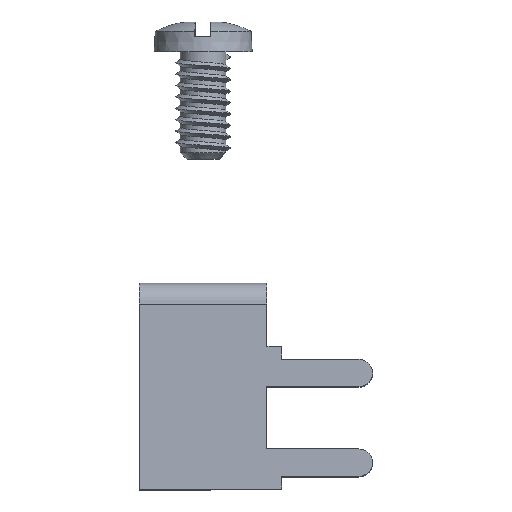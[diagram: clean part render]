
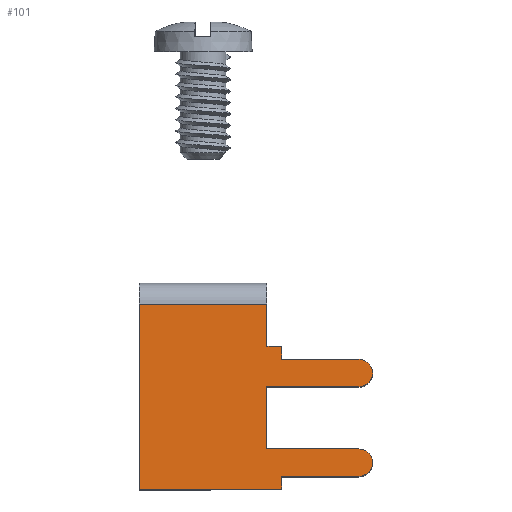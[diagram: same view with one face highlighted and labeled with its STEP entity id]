
A CAD part, left-side view. The second image highlights one B-rep face of the part: STEP entity #101.
In plain terms, the highlighted planar face has unit normal (-0.999, 0, 0.052).
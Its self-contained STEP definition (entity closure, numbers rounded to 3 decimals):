
#31 = VERTEX_POINT ( 'NONE', #1773 ) ;
#33 = EDGE_CURVE ( 'NONE', #38, #94, #1768, .T. ) ;
#35 = EDGE_CURVE ( 'NONE', #743, #31, #1763, .T. ) ;
#37 = ORIENTED_EDGE ( 'NONE', *, *, #33, .F. ) ;
#38 = VERTEX_POINT ( 'NONE', #1755 ) ;
#55 = ORIENTED_EDGE ( 'NONE', *, *, #118, .F. ) ;
#56 = ORIENTED_EDGE ( 'NONE', *, *, #603, .F. ) ;
#62 = ORIENTED_EDGE ( 'NONE', *, *, #66, .F. ) ;
#63 = VERTEX_POINT ( 'NONE', #1810 ) ;
#66 = EDGE_CURVE ( 'NONE', #70, #106, #1848, .T. ) ;
#69 = ORIENTED_EDGE ( 'NONE', *, *, #72, .F. ) ;
#70 = VERTEX_POINT ( 'NONE', #1844 ) ;
#72 = EDGE_CURVE ( 'NONE', #63, #70, #1841, .T. ) ;
#74 = EDGE_CURVE ( 'NONE', #82, #31, #1871, .T. ) ;
#82 = VERTEX_POINT ( 'NONE', #1856 ) ;
#87 = EDGE_LOOP ( 'NONE', ( #93, #92, #102, #98, #91, #96, #37, #112, #56, #55, #114, #62, #69, #89 ) ) ;
#89 = ORIENTED_EDGE ( 'NONE', *, *, #90, .F. ) ;
#90 = EDGE_CURVE ( 'NONE', #678, #63, #1905, .T. ) ;
#91 = ORIENTED_EDGE ( 'NONE', *, *, #74, .F. ) ;
#92 = ORIENTED_EDGE ( 'NONE', *, *, #99, .F. ) ;
#93 = ORIENTED_EDGE ( 'NONE', *, *, #644, .F. ) ;
#94 = VERTEX_POINT ( 'NONE', #1901 ) ;
#96 = ORIENTED_EDGE ( 'NONE', *, *, #97, .F. ) ;
#97 = EDGE_CURVE ( 'NONE', #94, #82, #1900, .T. ) ;
#98 = ORIENTED_EDGE ( 'NONE', *, *, #35, .T. ) ;
#99 = EDGE_CURVE ( 'NONE', #755, #683, #1895, .T. ) ;
#101 = ADVANCED_FACE ( 'NONE', ( #1891 ), #359, .T. ) ;
#102 = ORIENTED_EDGE ( 'NONE', *, *, #761, .T. ) ;
#106 = VERTEX_POINT ( 'NONE', #1933 ) ;
#111 = VERTEX_POINT ( 'NONE', #1964 ) ;
#112 = ORIENTED_EDGE ( 'NONE', *, *, #120, .F. ) ;
#114 = ORIENTED_EDGE ( 'NONE', *, *, #115, .F. ) ;
#115 = EDGE_CURVE ( 'NONE', #106, #111, #1940, .T. ) ;
#118 = EDGE_CURVE ( 'NONE', #111, #606, #1991, .T. ) ;
#120 = EDGE_CURVE ( 'NONE', #605, #38, #1987, .T. ) ;
#358 = AXIS2_PLACEMENT_3D ( 'NONE', #360, #363, #362 ) ;
#359 = PLANE ( 'NONE',  #358 ) ;
#360 = CARTESIAN_POINT ( 'NONE',  ( -2.088, 5.711, 4.048 ) ) ;
#362 = DIRECTION ( 'NONE',  ( 0.052, 0., 0.999 ) ) ;
#363 = DIRECTION ( 'NONE',  ( -0.999, 0., 0.052 ) ) ;
#603 = EDGE_CURVE ( 'NONE', #606, #605, #3754, .T. ) ;
#605 = VERTEX_POINT ( 'NONE', #3974 ) ;
#606 = VERTEX_POINT ( 'NONE', #3973 ) ;
#644 = EDGE_CURVE ( 'NONE', #683, #678, #4052, .T. ) ;
#678 = VERTEX_POINT ( 'NONE', #4181 ) ;
#683 = VERTEX_POINT ( 'NONE', #4166 ) ;
#743 = VERTEX_POINT ( 'NONE', #4367 ) ;
#755 = VERTEX_POINT ( 'NONE', #4404 ) ;
#761 = EDGE_CURVE ( 'NONE', #755, #743, #4387, .T. ) ;
#1755 = CARTESIAN_POINT ( 'NONE',  ( -2.511, -6.532, -4.033 ) ) ;
#1760 = DIRECTION ( 'NONE',  ( 0., -1., 0. ) ) ;
#1761 = VECTOR ( 'NONE', #1760, 1000. ) ;
#1762 = CARTESIAN_POINT ( 'NONE',  ( -2.629, 5.711, -6.278 ) ) ;
#1763 = LINE ( 'NONE', #1762, #1761 ) ;
#1764 = DIRECTION ( 'NONE',  ( -0.052, 0., -0.999 ) ) ;
#1765 = DIRECTION ( 'NONE',  ( 0.999, 0., -0.052 ) ) ;
#1766 = CARTESIAN_POINT ( 'NONE',  ( -2.551, -6.532, -4.794 ) ) ;
#1767 = AXIS2_PLACEMENT_3D ( 'NONE', #1766, #1765, #1764 ) ;
#1768 = CIRCLE ( 'NONE', #1767, 0.762 ) ;
#1773 = CARTESIAN_POINT ( 'NONE',  ( -2.629, -2.214, -6.278 ) ) ;
#1810 = CARTESIAN_POINT ( 'NONE',  ( -2.212, -2.214, 1.686 ) ) ;
#1838 = DIRECTION ( 'NONE',  ( -0.052, 0., -0.999 ) ) ;
#1839 = VECTOR ( 'NONE', #1838, 1000. ) ;
#1840 = CARTESIAN_POINT ( 'NONE',  ( -2.212, -2.214, 1.686 ) ) ;
#1841 = LINE ( 'NONE', #1840, #1839 ) ;
#1844 = CARTESIAN_POINT ( 'NONE',  ( -2.249, -2.214, 0.964 ) ) ;
#1845 = DIRECTION ( 'NONE',  ( 0., -1., 0. ) ) ;
#1846 = VECTOR ( 'NONE', #1845, 1000. ) ;
#1847 = CARTESIAN_POINT ( 'NONE',  ( -2.249, -2.214, 0.964 ) ) ;
#1848 = LINE ( 'NONE', #1847, #1846 ) ;
#1856 = CARTESIAN_POINT ( 'NONE',  ( -2.591, -2.214, -5.555 ) ) ;
#1868 = DIRECTION ( 'NONE',  ( -0.052, 0., -0.999 ) ) ;
#1869 = VECTOR ( 'NONE', #1868, 1000. ) ;
#1870 = CARTESIAN_POINT ( 'NONE',  ( -2.629, -2.214, -6.278 ) ) ;
#1871 = LINE ( 'NONE', #1870, #1869 ) ;
#1891 = FACE_OUTER_BOUND ( 'NONE', #87, .T. ) ;
#1892 = DIRECTION ( 'NONE',  ( 0., -1., 0. ) ) ;
#1893 = VECTOR ( 'NONE', #1892, 1000. ) ;
#1894 = CARTESIAN_POINT ( 'NONE',  ( -2.088, 5.711, 4.048 ) ) ;
#1895 = LINE ( 'NONE', #1894, #1893 ) ;
#1897 = DIRECTION ( 'NONE',  ( 0., 1., 0. ) ) ;
#1898 = VECTOR ( 'NONE', #1897, 1000. ) ;
#1899 = CARTESIAN_POINT ( 'NONE',  ( -2.591, -2.214, -5.555 ) ) ;
#1900 = LINE ( 'NONE', #1899, #1898 ) ;
#1901 = CARTESIAN_POINT ( 'NONE',  ( -2.591, -6.532, -5.555 ) ) ;
#1902 = DIRECTION ( 'NONE',  ( 0., -1., 0. ) ) ;
#1903 = VECTOR ( 'NONE', #1902, 1000. ) ;
#1904 = CARTESIAN_POINT ( 'NONE',  ( -2.212, -1.401, 1.686 ) ) ;
#1905 = LINE ( 'NONE', #1904, #1903 ) ;
#1933 = CARTESIAN_POINT ( 'NONE',  ( -2.249, -6.532, 0.964 ) ) ;
#1940 = CIRCLE ( 'NONE', #1994, 0.762 ) ;
#1941 = CARTESIAN_POINT ( 'NONE',  ( -2.289, -6.532, 0.203 ) ) ;
#1964 = CARTESIAN_POINT ( 'NONE',  ( -2.329, -6.532, -0.558 ) ) ;
#1984 = DIRECTION ( 'NONE',  ( 0., -1., 0. ) ) ;
#1985 = VECTOR ( 'NONE', #1984, 1000. ) ;
#1986 = CARTESIAN_POINT ( 'NONE',  ( -2.511, -6.532, -4.033 ) ) ;
#1987 = LINE ( 'NONE', #1986, #1985 ) ;
#1988 = DIRECTION ( 'NONE',  ( 0., 1., 0. ) ) ;
#1989 = VECTOR ( 'NONE', #1988, 1000. ) ;
#1990 = CARTESIAN_POINT ( 'NONE',  ( -2.329, -6.532, -0.558 ) ) ;
#1991 = LINE ( 'NONE', #1990, #1989 ) ;
#1992 = DIRECTION ( 'NONE',  ( 0.052, 0., 0.999 ) ) ;
#1993 = DIRECTION ( 'NONE',  ( 0.999, 0., -0.052 ) ) ;
#1994 = AXIS2_PLACEMENT_3D ( 'NONE', #1941, #1993, #1992 ) ;
#3751 = DIRECTION ( 'NONE',  ( -0.052, 0., -0.999 ) ) ;
#3752 = VECTOR ( 'NONE', #3751, 1000. ) ;
#3753 = CARTESIAN_POINT ( 'NONE',  ( -2.088, -1.401, 4.048 ) ) ;
#3754 = LINE ( 'NONE', #3753, #3752 ) ;
#3973 = CARTESIAN_POINT ( 'NONE',  ( -2.329, -1.401, -0.558 ) ) ;
#3974 = CARTESIAN_POINT ( 'NONE',  ( -2.511, -1.401, -4.033 ) ) ;
#4049 = DIRECTION ( 'NONE',  ( -0.052, 0., -0.999 ) ) ;
#4050 = VECTOR ( 'NONE', #4049, 1000. ) ;
#4051 = CARTESIAN_POINT ( 'NONE',  ( -2.088, -1.401, 4.048 ) ) ;
#4052 = LINE ( 'NONE', #4051, #4050 ) ;
#4166 = CARTESIAN_POINT ( 'NONE',  ( -2.088, -1.401, 4.048 ) ) ;
#4181 = CARTESIAN_POINT ( 'NONE',  ( -2.212, -1.401, 1.686 ) ) ;
#4367 = CARTESIAN_POINT ( 'NONE',  ( -2.629, 5.711, -6.278 ) ) ;
#4384 = DIRECTION ( 'NONE',  ( -0.052, 0., -0.999 ) ) ;
#4385 = VECTOR ( 'NONE', #4384, 1000. ) ;
#4386 = CARTESIAN_POINT ( 'NONE',  ( -2.088, 5.711, 4.048 ) ) ;
#4387 = LINE ( 'NONE', #4386, #4385 ) ;
#4404 = CARTESIAN_POINT ( 'NONE',  ( -2.088, 5.711, 4.048 ) ) ;
